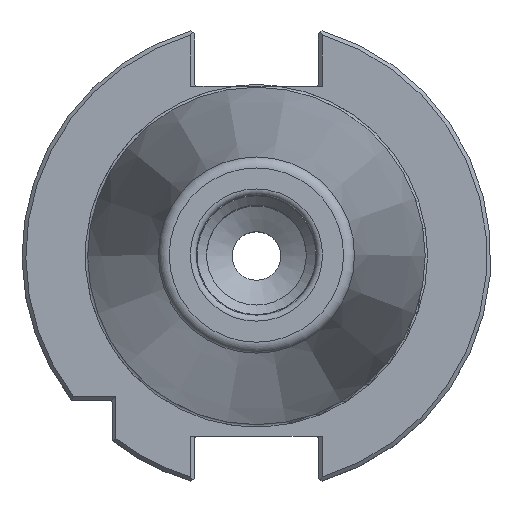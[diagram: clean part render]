
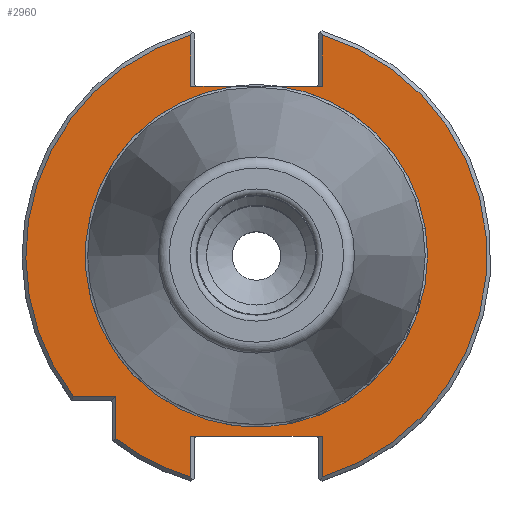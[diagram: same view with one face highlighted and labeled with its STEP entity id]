
A CAD part, top view. The second image highlights one B-rep face of the part: STEP entity #2960.
In plain terms, the highlighted planar face has unit normal (0, 0, 1).
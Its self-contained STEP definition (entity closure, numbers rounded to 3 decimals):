
#54=LINE('',#4299,#150);
#58=LINE('',#4315,#154);
#70=LINE('',#4460,#166);
#75=LINE('',#4474,#171);
#96=LINE('',#4540,#192);
#97=LINE('',#4542,#193);
#98=LINE('',#4544,#194);
#99=LINE('',#4545,#195);
#100=LINE('',#4546,#196);
#150=VECTOR('',#3548,1000.);
#154=VECTOR('',#3558,1000.);
#166=VECTOR('',#3634,1000.);
#171=VECTOR('',#3645,1000.);
#192=VECTOR('',#3704,1000.);
#193=VECTOR('',#3707,1000.);
#194=VECTOR('',#3708,1000.);
#195=VECTOR('',#3709,1000.);
#196=VECTOR('',#3710,1000.);
#380=PLANE('',#3195);
#793=ORIENTED_EDGE('',*,*,#1105,.T.);
#794=ORIENTED_EDGE('',*,*,#1181,.T.);
#795=ORIENTED_EDGE('',*,*,#1182,.F.);
#796=ORIENTED_EDGE('',*,*,#1183,.T.);
#797=ORIENTED_EDGE('',*,*,#1107,.T.);
#798=ORIENTED_EDGE('',*,*,#1151,.T.);
#799=ORIENTED_EDGE('',*,*,#1184,.F.);
#800=ORIENTED_EDGE('',*,*,#1103,.F.);
#801=ORIENTED_EDGE('',*,*,#1185,.F.);
#802=ORIENTED_EDGE('',*,*,#1144,.T.);
#803=ORIENTED_EDGE('',*,*,#1100,.T.);
#804=ORIENTED_EDGE('',*,*,#1099,.T.);
#805=ORIENTED_EDGE('',*,*,#1092,.T.);
#1092=EDGE_CURVE('',#1353,#1352,#54,.T.);
#1099=EDGE_CURVE('',#1356,#1353,#58,.T.);
#1100=EDGE_CURVE('',#1358,#1356,#1513,.T.);
#1103=EDGE_CURVE('',#1360,#1359,#1515,.T.);
#1105=EDGE_CURVE('',#1352,#1361,#1516,.T.);
#1107=EDGE_CURVE('',#1364,#1363,#1517,.T.);
#1144=EDGE_CURVE('',#1387,#1358,#70,.T.);
#1151=EDGE_CURVE('',#1363,#1392,#75,.T.);
#1181=EDGE_CURVE('',#1361,#1410,#96,.T.);
#1182=EDGE_CURVE('',#1411,#1410,#97,.T.);
#1183=EDGE_CURVE('',#1411,#1364,#98,.T.);
#1184=EDGE_CURVE('',#1359,#1392,#99,.T.);
#1185=EDGE_CURVE('',#1387,#1360,#100,.T.);
#1352=VERTEX_POINT('',#4298);
#1353=VERTEX_POINT('',#4300);
#1356=VERTEX_POINT('',#4311);
#1358=VERTEX_POINT('',#4318);
#1359=VERTEX_POINT('',#4325);
#1360=VERTEX_POINT('',#4326);
#1361=VERTEX_POINT('',#4333);
#1363=VERTEX_POINT('',#4341);
#1364=VERTEX_POINT('',#4343);
#1387=VERTEX_POINT('',#4461);
#1392=VERTEX_POINT('',#4473);
#1410=VERTEX_POINT('',#4539);
#1411=VERTEX_POINT('',#4543);
#1513=CIRCLE('',#3142,47.95);
#1515=CIRCLE('',#3145,35.591);
#1516=CIRCLE('',#3147,47.95);
#1517=CIRCLE('',#3149,47.95);
#1683=EDGE_LOOP('',(#793,#794,#795,#796,#797,#798,#799,#800,#801,#802,#803,
#804,#805));
#1871=FACE_BOUND('',#1683,.T.);
#2960=ADVANCED_FACE('',(#1871),#380,.T.);
#3142=AXIS2_PLACEMENT_3D('',#4317,#3561,#3562);
#3145=AXIS2_PLACEMENT_3D('',#4327,#3567,#3568);
#3147=AXIS2_PLACEMENT_3D('',#4334,#3571,#3572);
#3149=AXIS2_PLACEMENT_3D('',#4342,#3575,#3576);
#3195=AXIS2_PLACEMENT_3D('',#4541,#3705,#3706);
#3548=DIRECTION('',(0.,-1.,0.));
#3558=DIRECTION('',(1.,0.,0.));
#3561=DIRECTION('',(0.,0.,1.));
#3562=DIRECTION('',(1.,0.,0.));
#3567=DIRECTION('',(0.,0.,1.));
#3568=DIRECTION('',(1.,0.,0.));
#3571=DIRECTION('',(0.,0.,1.));
#3572=DIRECTION('',(1.,0.,0.));
#3575=DIRECTION('',(0.,0.,1.));
#3576=DIRECTION('',(1.,0.,0.));
#3634=DIRECTION('',(0.,1.,0.));
#3645=DIRECTION('',(0.,-1.,0.));
#3704=DIRECTION('',(0.,1.,0.));
#3705=DIRECTION('',(0.,0.,1.));
#3706=DIRECTION('',(1.,0.,0.));
#3707=DIRECTION('',(-1.,0.,0.));
#3708=DIRECTION('',(0.,-1.,0.));
#3709=DIRECTION('',(1.,0.,0.));
#3710=DIRECTION('',(1.,0.,0.));
#4298=CARTESIAN_POINT('',(-29.2,-38.034,-3.2));
#4299=CARTESIAN_POINT('',(-29.2,-38.616,-3.2));
#4300=CARTESIAN_POINT('',(-29.2,-29.2,-3.2));
#4311=CARTESIAN_POINT('',(-38.034,-29.2,-3.2));
#4315=CARTESIAN_POINT('',(-30.,-29.2,-3.2));
#4317=CARTESIAN_POINT('',(0.,0.,-3.2));
#4318=CARTESIAN_POINT('',(-13.65,45.966,-3.2));
#4325=CARTESIAN_POINT('',(4.543,35.3,-3.2));
#4326=CARTESIAN_POINT('',(-4.543,35.3,-3.2));
#4327=CARTESIAN_POINT('',(0.,0.,-3.2));
#4333=CARTESIAN_POINT('',(-13.65,-45.966,-3.2));
#4334=CARTESIAN_POINT('',(0.,0.,-3.2));
#4341=CARTESIAN_POINT('',(13.65,45.966,-3.2));
#4342=CARTESIAN_POINT('',(0.,0.,-3.2));
#4343=CARTESIAN_POINT('',(13.65,-45.966,-3.2));
#4460=CARTESIAN_POINT('',(-13.65,47.181,-3.2));
#4461=CARTESIAN_POINT('',(-13.65,35.3,-3.2));
#4473=CARTESIAN_POINT('',(13.65,35.3,-3.2));
#4474=CARTESIAN_POINT('',(13.65,35.3,-3.2));
#4539=CARTESIAN_POINT('',(-13.65,-37.5,-3.2));
#4540=CARTESIAN_POINT('',(-13.65,-37.5,-3.2));
#4541=CARTESIAN_POINT('',(35.591,0.,-3.2));
#4542=CARTESIAN_POINT('',(12.85,-37.5,-3.2));
#4543=CARTESIAN_POINT('',(13.65,-37.5,-3.2));
#4544=CARTESIAN_POINT('',(13.65,-47.181,-3.2));
#4545=CARTESIAN_POINT('',(-12.85,35.3,-3.2));
#4546=CARTESIAN_POINT('',(-12.85,35.3,-3.2));
